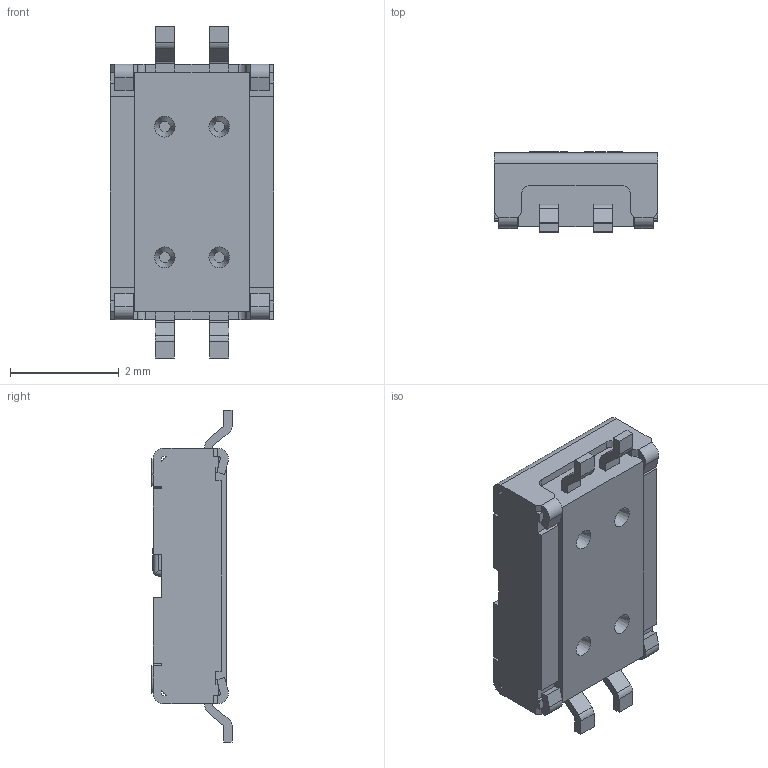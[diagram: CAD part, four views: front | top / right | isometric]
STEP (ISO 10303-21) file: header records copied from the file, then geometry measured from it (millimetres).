
FILE_DESCRIPTION(/* description */ ('STEP AP214'),/* implementation_level */ '2;1');
FILE_NAME(/* name */ 'CVS-02B',/* time_stamp */ '2022-12-30T11:23:15+01:00',/* author */ ('License CC BY-ND 4.0'),/* organization */ ('CADENAS'),/* preprocessor_version */ 'ST-DEVELOPER v18.102',/* originating_system */ 'PARTsolutions',/* authorisation */ ' ');
FILE_SCHEMA (('AUTOMOTIVE_DESIGN {1 0 10303 214 3 1 1}'));
Length unit declared in the file: millimetre
Products named in the file (4): CVS-02B; CVS-B3-terminal; CVS-slider; CVS-02-body
Assembly tree (4 placements, depth 2):
  CVS-02B
    CVS-B3-terminal
    CVS-slider  x2
    CVS-02-body
Bounding box: 3 x 1.47 x 6.1 mm (x, y, z)
Volume: 16.9 mm3; surface area: 106.7 mm2
Topology: 4 solids, 4 shells, 350 faces, 949 edges, 621 vertices
Faces by surface type: plane 268, cylinder 78, cone 4
Entity records: 12378 total; most frequent: CARTESIAN_POINT 1808, ORIENTED_EDGE 1770, DIRECTION 1690, EDGE_CURVE 885, LINE 732, VECTOR 732, VERTEX_POINT 581, AXIS2_PLACEMENT_3D 479
